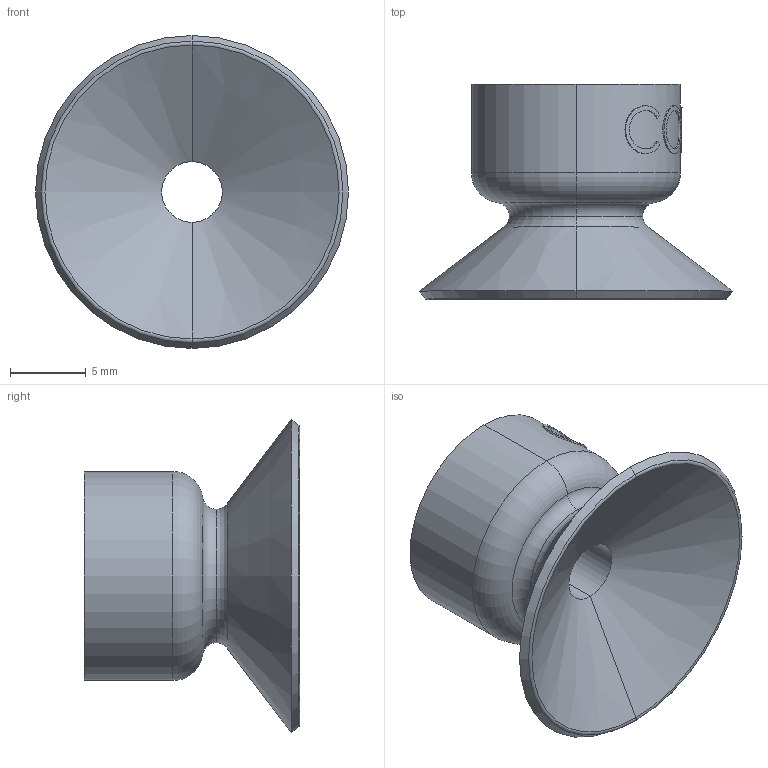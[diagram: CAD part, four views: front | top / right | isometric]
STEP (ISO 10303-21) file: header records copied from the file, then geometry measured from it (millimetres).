
FILE_DESCRIPTION(('STEP AP214'),'1');
FILE_NAME('COVAL_VPR0003.stp','2017-12-27T18:44:06',('TraceParts'),('TraceParts S.A.'),'Spatial InterOp 3D',' ',' ');
FILE_SCHEMA(('automotive_design'));
Length unit declared in the file: millimetre
Products named in the file (1): COVAL_VPR0003
Bounding box: 20.65 x 14.2 x 20.65 mm (x, y, z)
Volume: 1393 mm3; surface area: 1480.3 mm2
Topology: 1 solids, 1 shells, 76 faces, 181 edges, 114 vertices
Faces by surface type: bspline 29, plane 16, cylinder 13, torus 12, cone 6
Entity records: 7499 total; most frequent: CARTESIAN_POINT 5333, ORIENTED_EDGE 362, DIRECTION 244, EDGE_CURVE 181, VERTEX_POINT 114, AXIS2_PLACEMENT_3D 110, B_SPLINE_CURVE_WITH_KNOTS 95, EDGE_LOOP 85
